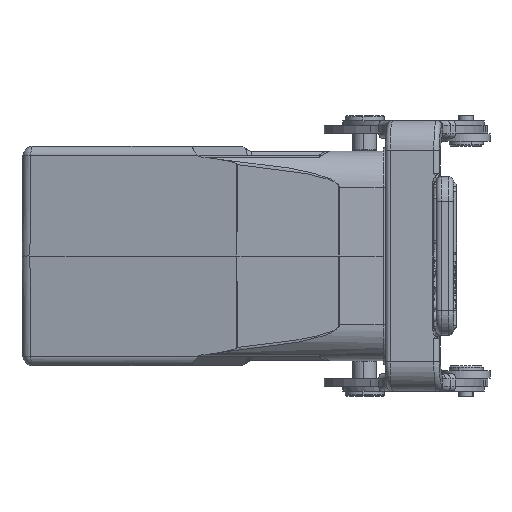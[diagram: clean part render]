
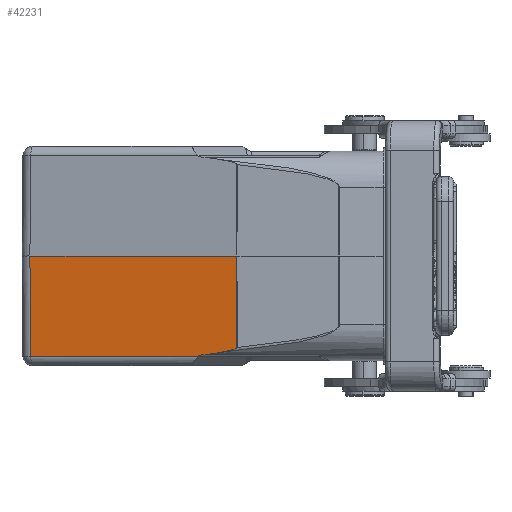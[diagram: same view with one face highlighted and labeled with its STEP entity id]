
A CAD part, left-side view. The second image highlights one B-rep face of the part: STEP entity #42231.
In plain terms, the highlighted planar face has unit normal (-0.982, 0.191, -0.009).
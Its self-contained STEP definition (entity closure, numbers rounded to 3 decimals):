
#8680=CARTESIAN_POINT('',(-43.44,5.83,
-20.136));
#8681=CARTESIAN_POINT('',(-43.487,5.586,
-20.103));
#8682=CARTESIAN_POINT('',(-43.582,5.101,
-20.035));
#8683=CARTESIAN_POINT('',(-43.724,4.38,
-19.928));
#8684=CARTESIAN_POINT('',(-43.815,3.912,
-19.855));
#8685=CARTESIAN_POINT('',(-43.861,3.676,
-19.818));
#8754=DIRECTION('',(-0.13,-0.634,0.763));
#8755=VECTOR('',#8754,0.221);
#8756=CARTESIAN_POINT('',(-43.023,7.954,
-20.517));
#8757=LINE('',#8756,#8755);
#8766=DIRECTION('',(-0.007,0.009,1.));
#8767=VECTOR('',#8766,20.519);
#8768=CARTESIAN_POINT('',(-36.366,42.203,
-20.517));
#8769=LINE('',#8768,#8767);
#8770=DIRECTION('',(-0.191,-0.982,0.));
#8771=VECTOR('',#8770,43.124);
#8772=CARTESIAN_POINT('',(-36.514,42.382,
0.));
#8773=LINE('',#8772,#8771);
#8779=CARTESIAN_POINT('',(-43.052,7.814,-20.349));
#8780=CARTESIAN_POINT('',(-43.181,7.151,
-20.296));
#8781=CARTESIAN_POINT('',(-43.311,6.489,
-20.227));
#8782=CARTESIAN_POINT('',(-43.44,5.83,
-20.136));
#8798=DIRECTION('',(-0.191,-0.982,0.));
#8799=VECTOR('',#8798,34.889);
#8800=CARTESIAN_POINT('',(-36.366,42.203,
-20.517));
#8801=LINE('',#8800,#8799);
#13130=CARTESIAN_POINT('',(-43.861,3.676,
-19.818));
#13131=CARTESIAN_POINT('',(-43.903,3.459,
-19.783));
#13132=CARTESIAN_POINT('',(-43.985,3.046,
-19.713));
#13133=CARTESIAN_POINT('',(-44.086,2.526,
-19.617));
#13134=CARTESIAN_POINT('',(-44.175,2.075,
-19.526));
#13135=CARTESIAN_POINT('',(-44.251,1.686,
-19.44));
#13136=CARTESIAN_POINT('',(-44.317,1.351,
-19.359));
#13137=CARTESIAN_POINT('',(-44.374,1.064,
-19.281));
#13138=CARTESIAN_POINT('',(-44.423,0.812,
-19.207));
#13139=CARTESIAN_POINT('',(-44.492,0.463,
-19.085));
#13140=CARTESIAN_POINT('',(-44.543,0.207,
-18.975));
#13141=CARTESIAN_POINT('',(-44.57,0.073,
-18.887));
#13142=CARTESIAN_POINT('',(-44.58,0.023,
-18.831));
#13160=DIRECTION('',(-0.009,0.001,1.));
#13161=VECTOR('',#13160,18.832);
#13162=CARTESIAN_POINT('',(-44.58,0.023,
-18.831));
#13163=LINE('',#13162,#13161);
#22202=CARTESIAN_POINT('',(-44.742,0.05,
0.));
#22204=VERTEX_POINT('',#22202);
#22206=CARTESIAN_POINT('',(-36.514,42.382,
0.));
#22207=VERTEX_POINT('',#22206);
#22231=CARTESIAN_POINT('',(-43.44,5.83,
-20.136));
#22232=VERTEX_POINT('',#22231);
#22233=VERTEX_POINT('',#8685);
#22821=CARTESIAN_POINT('',(-36.366,42.203,
-20.517));
#22822=VERTEX_POINT('',#22821);
#23500=CARTESIAN_POINT('',(-43.023,7.954,
-20.517));
#23501=CARTESIAN_POINT('',(-43.052,7.814,-20.349));
#23502=VERTEX_POINT('',#23500);
#23503=VERTEX_POINT('',#23501);
#23508=CARTESIAN_POINT('',(-44.58,0.023,
-18.831));
#23509=VERTEX_POINT('',#23508);
#42210=CARTESIAN_POINT('',(-46.119,-7.035,0.));
#42211=DIRECTION('',(-0.982,0.191,-0.009));
#42212=DIRECTION('',(-0.191,-0.982,0.));
#42213=AXIS2_PLACEMENT_3D('',#42210,#42211,#42212);
#42214=PLANE('',#42213);
#42215=ORIENTED_EDGE('',*,*,#42087,.F.);
#42217=ORIENTED_EDGE('',*,*,#42216,.F.);
#42218=ORIENTED_EDGE('',*,*,#42194,.F.);
#42220=ORIENTED_EDGE('',*,*,#42219,.F.);
#42222=ORIENTED_EDGE('',*,*,#42221,.T.);
#42224=ORIENTED_EDGE('',*,*,#42223,.T.);
#42226=ORIENTED_EDGE('',*,*,#42225,.F.);
#42228=ORIENTED_EDGE('',*,*,#42227,.F.);
#42229=EDGE_LOOP('',(#42215,#42217,#42218,#42220,#42222,#42224,#42226,#42228));
#42230=FACE_OUTER_BOUND('',#42229,.F.);
#42231=ADVANCED_FACE('',(#42230),#42214,.T.);
#8686=B_SPLINE_CURVE_WITH_KNOTS('',3,(#8680,#8681,#8682,#8683,#8684,#8685),
.UNSPECIFIED.,.F.,.F.,(4,1,1,4),(0.,0.333,0.667,1.),
.UNSPECIFIED.);
#8783=B_SPLINE_CURVE_WITH_KNOTS('',3,(#8779,#8780,#8781,#8782),.UNSPECIFIED.,
.F.,.F.,(4,4),(0.,1.),.UNSPECIFIED.);
#13143=B_SPLINE_CURVE_WITH_KNOTS('',3,(#13130,#13131,#13132,#13133,#13134,
#13135,#13136,#13137,#13138,#13139,#13140,#13141,#13142),.UNSPECIFIED.,.F.,.F.,(
4,1,1,1,1,1,1,1,1,1,4),(0.,0.1,0.2,0.3,0.4,0.5,0.6,0.7,0.8,
0.9,1.),.UNSPECIFIED.);
#42087=EDGE_CURVE('',#22232,#22233,#8686,.T.);
#42194=EDGE_CURVE('',#23502,#23503,#8757,.T.);
#42216=EDGE_CURVE('',#23503,#22232,#8783,.T.);
#42219=EDGE_CURVE('',#22822,#23502,#8801,.T.);
#42221=EDGE_CURVE('',#22822,#22207,#8769,.T.);
#42223=EDGE_CURVE('',#22207,#22204,#8773,.T.);
#42225=EDGE_CURVE('',#23509,#22204,#13163,.T.);
#42227=EDGE_CURVE('',#22233,#23509,#13143,.T.);
